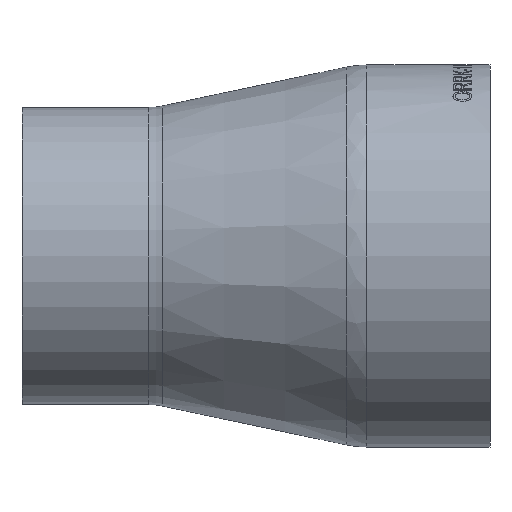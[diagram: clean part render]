
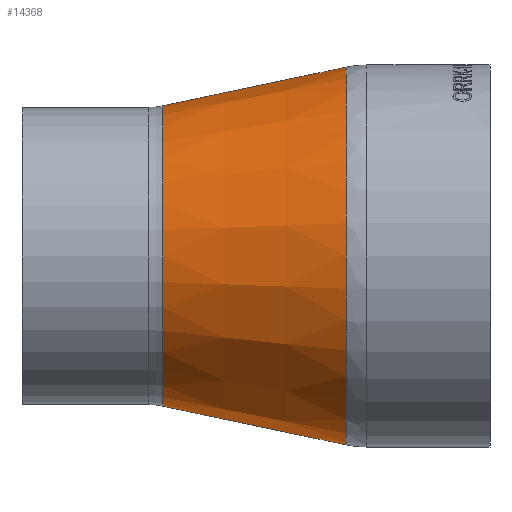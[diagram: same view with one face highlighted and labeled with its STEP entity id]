
A CAD part, left-side view. The second image highlights one B-rep face of the part: STEP entity #14368.
In plain terms, the highlighted conical face has half-angle 11.951 degrees and reference radius 44.905 mm.
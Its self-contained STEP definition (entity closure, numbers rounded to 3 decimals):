
#4426 = AXIS2_PLACEMENT_3D ( 'NONE', #14447, #25630, #7127 ) ;
#4705 = ORIENTED_EDGE ( 'NONE', *, *, #29289, .T. ) ;
#5152 = VERTEX_POINT ( 'NONE', #21327 ) ;
#5456 = CARTESIAN_POINT ( 'NONE',  ( 0., 43.072, -56.5 ) ) ;
#7127 = DIRECTION ( 'NONE',  ( 0., 0., -1. ) ) ;
#8132 = CIRCLE ( 'NONE', #12983, 44.905 ) ;
#9703 = VERTEX_POINT ( 'NONE', #5456 ) ;
#11120 = DIRECTION ( 'NONE',  ( 0., -1., 0. ) ) ;
#12804 = DIRECTION ( 'NONE',  ( 0., -1., 0. ) ) ;
#12983 = AXIS2_PLACEMENT_3D ( 'NONE', #20302, #11120, #15870 ) ;
#14368 = ADVANCED_FACE ( 'NONE', ( #16595, #28036 ), #21473, .T. ) ;
#14447 = CARTESIAN_POINT ( 'NONE',  ( 0., 97.849, 0. ) ) ;
#14928 = ORIENTED_EDGE ( 'NONE', *, *, #17029, .F. ) ;
#15397 = DIRECTION ( 'NONE',  ( 0., 0., -1. ) ) ;
#15870 = DIRECTION ( 'NONE',  ( 0., 0., -1. ) ) ;
#16595 = FACE_OUTER_BOUND ( 'NONE', #17396, .T. ) ;
#17029 = EDGE_CURVE ( 'NONE', #9703, #9703, #25357, .T. ) ;
#17058 = EDGE_LOOP ( 'NONE', ( #4705 ) ) ;
#17396 = EDGE_LOOP ( 'NONE', ( #14928 ) ) ;
#18488 = AXIS2_PLACEMENT_3D ( 'NONE', #24591, #12804, #15397 ) ;
#20302 = CARTESIAN_POINT ( 'NONE',  ( 0., 97.849, 0. ) ) ;
#21327 = CARTESIAN_POINT ( 'NONE',  ( 0., 97.849, -44.905 ) ) ;
#21473 = CONICAL_SURFACE ( 'NONE', #4426, 44.905, 0.209 ) ;
#24591 = CARTESIAN_POINT ( 'NONE',  ( 0., 43.072, 0. ) ) ;
#25357 = CIRCLE ( 'NONE', #18488, 56.5 ) ;
#25630 = DIRECTION ( 'NONE',  ( 0., -1., 0. ) ) ;
#28036 = FACE_BOUND ( 'NONE', #17058, .T. ) ;
#29289 = EDGE_CURVE ( 'NONE', #5152, #5152, #8132, .T. ) ;
